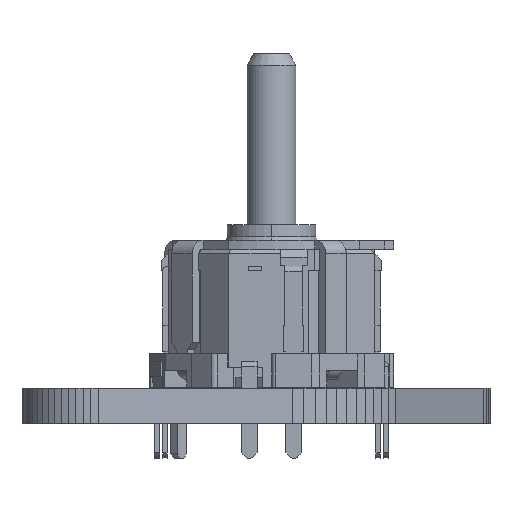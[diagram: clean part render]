
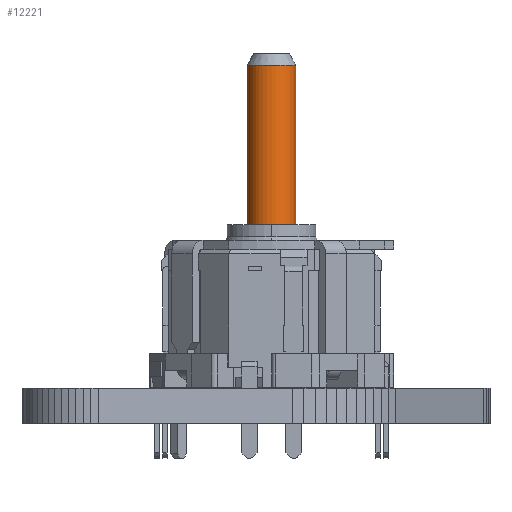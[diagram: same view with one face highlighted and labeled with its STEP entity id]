
A CAD part, front view. The second image highlights one B-rep face of the part: STEP entity #12221.
In plain terms, the highlighted cylindrical face has radius 1.1 mm (diameter 2.2 mm), a partial arc.
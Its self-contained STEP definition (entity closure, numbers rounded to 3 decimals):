
#12094 = PLANE('',#12095);
#12095 = AXIS2_PLACEMENT_3D('',#12096,#12097,#12098);
#12096 = CARTESIAN_POINT('',(0.,2.,-7.3));
#12097 = DIRECTION('',(0.,0.,-1.));
#12098 = DIRECTION('',(0.,-1.,0.));
#12135 = EDGE_CURVE('',#12136,#12138,#12140,.T.);
#12136 = VERTEX_POINT('',#12137);
#12137 = CARTESIAN_POINT('',(1.1,0.,-7.3));
#12138 = VERTEX_POINT('',#12139);
#12139 = CARTESIAN_POINT('',(-1.1,0.,-7.3));
#12140 = SURFACE_CURVE('',#12141,(#12146,#12153),.PCURVE_S1.);
#12141 = CIRCLE('',#12142,1.1);
#12142 = AXIS2_PLACEMENT_3D('',#12143,#12144,#12145);
#12143 = CARTESIAN_POINT('',(0.,0.,
    -7.3));
#12144 = DIRECTION('',(0.,0.,-1.));
#12145 = DIRECTION('',(0.,-1.,0.));
#12146 = PCURVE('',#12094,#12147);
#12147 = DEFINITIONAL_REPRESENTATION('',(#12148),#12152);
#12148 = CIRCLE('',#12149,1.1);
#12149 = AXIS2_PLACEMENT_2D('',#12150,#12151);
#12150 = CARTESIAN_POINT('',(2.,0.));
#12151 = DIRECTION('',(1.,0.));
#12152 = ( GEOMETRIC_REPRESENTATION_CONTEXT(2) 
PARAMETRIC_REPRESENTATION_CONTEXT() REPRESENTATION_CONTEXT('2D SPACE',''
  ) );
#12153 = PCURVE('',#12154,#12159);
#12154 = CYLINDRICAL_SURFACE('',#12155,1.1);
#12155 = AXIS2_PLACEMENT_3D('',#12156,#12157,#12158);
#12156 = CARTESIAN_POINT('',(0.,0.,
    -0.162));
#12157 = DIRECTION('',(0.,0.,1.));
#12158 = DIRECTION('',(1.,0.,0.));
#12159 = DEFINITIONAL_REPRESENTATION('',(#12160),#12164);
#12160 = LINE('',#12161,#12162);
#12161 = CARTESIAN_POINT('',(10.996,-7.138));
#12162 = VECTOR('',#12163,1.);
#12163 = DIRECTION('',(-1.,0.));
#12164 = ( GEOMETRIC_REPRESENTATION_CONTEXT(2) 
PARAMETRIC_REPRESENTATION_CONTEXT() REPRESENTATION_CONTEXT('2D SPACE',''
  ) );
#12181 = CYLINDRICAL_SURFACE('',#12182,1.1);
#12182 = AXIS2_PLACEMENT_3D('',#12183,#12184,#12185);
#12183 = CARTESIAN_POINT('',(0.,0.,
    -0.162));
#12184 = DIRECTION('',(0.,0.,1.));
#12185 = DIRECTION('',(1.,0.,0.));
#12221 = ADVANCED_FACE('',(#12222),#12154,.T.);
#12222 = FACE_BOUND('',#12223,.T.);
#12223 = EDGE_LOOP('',(#12224,#12247,#12276,#12297));
#12224 = ORIENTED_EDGE('',*,*,#12225,.F.);
#12225 = EDGE_CURVE('',#12226,#12138,#12228,.T.);
#12226 = VERTEX_POINT('',#12227);
#12227 = CARTESIAN_POINT('',(-1.1,0.,-14.48));
#12228 = SURFACE_CURVE('',#12229,(#12233,#12240),.PCURVE_S1.);
#12229 = LINE('',#12230,#12231);
#12230 = CARTESIAN_POINT('',(-1.1,0.,-0.162));
#12231 = VECTOR('',#12232,1.);
#12232 = DIRECTION('',(0.,0.,1.));
#12233 = PCURVE('',#12154,#12234);
#12234 = DEFINITIONAL_REPRESENTATION('',(#12235),#12239);
#12235 = LINE('',#12236,#12237);
#12236 = CARTESIAN_POINT('',(3.142,0.));
#12237 = VECTOR('',#12238,1.);
#12238 = DIRECTION('',(0.,1.));
#12239 = ( GEOMETRIC_REPRESENTATION_CONTEXT(2) 
PARAMETRIC_REPRESENTATION_CONTEXT() REPRESENTATION_CONTEXT('2D SPACE',''
  ) );
#12240 = PCURVE('',#12181,#12241);
#12241 = DEFINITIONAL_REPRESENTATION('',(#12242),#12246);
#12242 = LINE('',#12243,#12244);
#12243 = CARTESIAN_POINT('',(3.142,0.));
#12244 = VECTOR('',#12245,1.);
#12245 = DIRECTION('',(0.,1.));
#12246 = ( GEOMETRIC_REPRESENTATION_CONTEXT(2) 
PARAMETRIC_REPRESENTATION_CONTEXT() REPRESENTATION_CONTEXT('2D SPACE',''
  ) );
#12247 = ORIENTED_EDGE('',*,*,#12248,.T.);
#12248 = EDGE_CURVE('',#12226,#12249,#12251,.T.);
#12249 = VERTEX_POINT('',#12250);
#12250 = CARTESIAN_POINT('',(1.1,0.,-14.48));
#12251 = SURFACE_CURVE('',#12252,(#12257,#12264),.PCURVE_S1.);
#12252 = CIRCLE('',#12253,1.1);
#12253 = AXIS2_PLACEMENT_3D('',#12254,#12255,#12256);
#12254 = CARTESIAN_POINT('',(0.,0.,
    -14.48));
#12255 = DIRECTION('',(0.,0.,1.));
#12256 = DIRECTION('',(1.,0.,0.));
#12257 = PCURVE('',#12154,#12258);
#12258 = DEFINITIONAL_REPRESENTATION('',(#12259),#12263);
#12259 = LINE('',#12260,#12261);
#12260 = CARTESIAN_POINT('',(0.,-14.318));
#12261 = VECTOR('',#12262,1.);
#12262 = DIRECTION('',(1.,0.));
#12263 = ( GEOMETRIC_REPRESENTATION_CONTEXT(2) 
PARAMETRIC_REPRESENTATION_CONTEXT() REPRESENTATION_CONTEXT('2D SPACE',''
  ) );
#12264 = PCURVE('',#12265,#12270);
#12265 = CONICAL_SURFACE('',#12266,0.8,0.524);
#12266 = AXIS2_PLACEMENT_3D('',#12267,#12268,#12269);
#12267 = CARTESIAN_POINT('',(0.,0.,-15.)
  );
#12268 = DIRECTION('',(0.,0.,1.));
#12269 = DIRECTION('',(1.,0.,0.));
#12270 = DEFINITIONAL_REPRESENTATION('',(#12271),#12275);
#12271 = LINE('',#12272,#12273);
#12272 = CARTESIAN_POINT('',(0.,0.52));
#12273 = VECTOR('',#12274,1.);
#12274 = DIRECTION('',(1.,0.));
#12275 = ( GEOMETRIC_REPRESENTATION_CONTEXT(2) 
PARAMETRIC_REPRESENTATION_CONTEXT() REPRESENTATION_CONTEXT('2D SPACE',''
  ) );
#12276 = ORIENTED_EDGE('',*,*,#12277,.T.);
#12277 = EDGE_CURVE('',#12249,#12136,#12278,.T.);
#12278 = SURFACE_CURVE('',#12279,(#12283,#12290),.PCURVE_S1.);
#12279 = LINE('',#12280,#12281);
#12280 = CARTESIAN_POINT('',(1.1,0.,-0.162));
#12281 = VECTOR('',#12282,1.);
#12282 = DIRECTION('',(0.,0.,1.));
#12283 = PCURVE('',#12154,#12284);
#12284 = DEFINITIONAL_REPRESENTATION('',(#12285),#12289);
#12285 = LINE('',#12286,#12287);
#12286 = CARTESIAN_POINT('',(6.283,0.));
#12287 = VECTOR('',#12288,1.);
#12288 = DIRECTION('',(0.,1.));
#12289 = ( GEOMETRIC_REPRESENTATION_CONTEXT(2) 
PARAMETRIC_REPRESENTATION_CONTEXT() REPRESENTATION_CONTEXT('2D SPACE',''
  ) );
#12290 = PCURVE('',#12181,#12291);
#12291 = DEFINITIONAL_REPRESENTATION('',(#12292),#12296);
#12292 = LINE('',#12293,#12294);
#12293 = CARTESIAN_POINT('',(0.,0.));
#12294 = VECTOR('',#12295,1.);
#12295 = DIRECTION('',(0.,1.));
#12296 = ( GEOMETRIC_REPRESENTATION_CONTEXT(2) 
PARAMETRIC_REPRESENTATION_CONTEXT() REPRESENTATION_CONTEXT('2D SPACE',''
  ) );
#12297 = ORIENTED_EDGE('',*,*,#12135,.T.);
